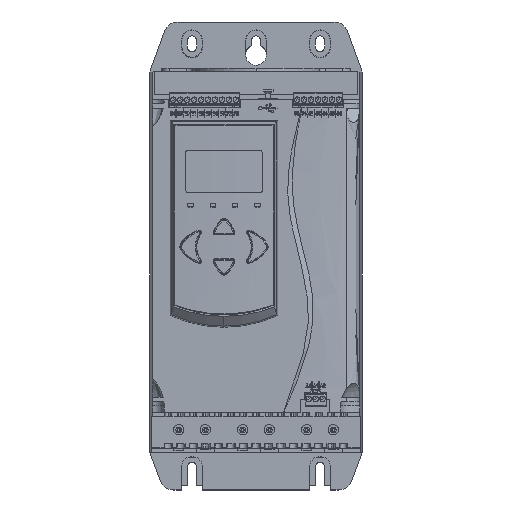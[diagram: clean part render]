
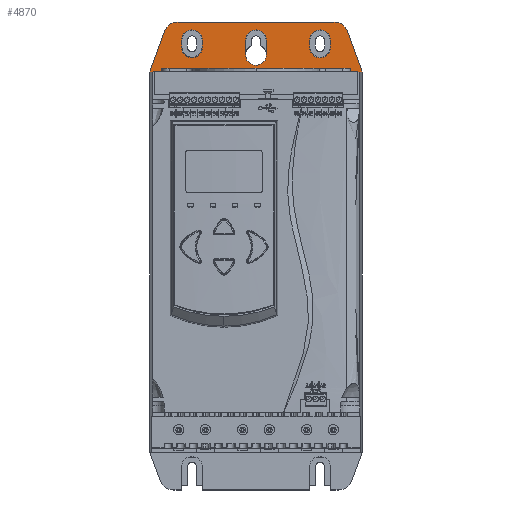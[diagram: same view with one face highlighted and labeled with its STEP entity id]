
A CAD part, top view. The second image highlights one B-rep face of the part: STEP entity #4870.
In plain terms, the highlighted planar face has unit normal (0, 0, 1).
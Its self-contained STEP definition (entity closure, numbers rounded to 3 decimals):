
#3334=CIRCLE('',#43299,10.5);
#3335=CIRCLE('',#43302,10.5);
#3336=CIRCLE('',#43370,7.5);
#3337=CIRCLE('',#43371,7.5);
#3338=CIRCLE('',#43372,7.5);
#3339=CIRCLE('',#43373,7.5);
#3340=CIRCLE('',#43374,7.5);
#3341=CIRCLE('',#43375,7.5);
#4305=FACE_BOUND('',#9023,.T.);
#4306=FACE_BOUND('',#9024,.T.);
#4307=FACE_BOUND('',#9025,.T.);
#4308=FACE_BOUND('',#9026,.T.);
#4870=ADVANCED_FACE('',(#4305,#4306,#4307,#4308),#6295,.F.);
#6295=PLANE('',#43376);
#9023=EDGE_LOOP('',(#14139,#14140,#14141,#14142,#14143,#14144,#14145,#14146,
#14147,#14148,#14149,#14150,#14151,#14152,#14153,#14154,#14155,#14156,#14157,
#14158));
#9024=EDGE_LOOP('',(#14159,#14160,#14161,#14162));
#9025=EDGE_LOOP('',(#14163,#14164,#14165,#14166));
#9026=EDGE_LOOP('',(#14167,#14168,#14169,#14170));
#14139=ORIENTED_EDGE('',*,*,#28911,.T.);
#14140=ORIENTED_EDGE('',*,*,#28908,.F.);
#14141=ORIENTED_EDGE('',*,*,#28907,.T.);
#14142=ORIENTED_EDGE('',*,*,#28931,.T.);
#14143=ORIENTED_EDGE('',*,*,#28006,.T.);
#14144=ORIENTED_EDGE('',*,*,#29081,.F.);
#14145=ORIENTED_EDGE('',*,*,#29082,.F.);
#14146=ORIENTED_EDGE('',*,*,#29083,.T.);
#14147=ORIENTED_EDGE('',*,*,#26770,.F.);
#14148=ORIENTED_EDGE('',*,*,#29084,.F.);
#14149=ORIENTED_EDGE('',*,*,#29085,.F.);
#14150=ORIENTED_EDGE('',*,*,#29086,.T.);
#14151=ORIENTED_EDGE('',*,*,#26778,.F.);
#14152=ORIENTED_EDGE('',*,*,#29087,.T.);
#14153=ORIENTED_EDGE('',*,*,#29088,.F.);
#14154=ORIENTED_EDGE('',*,*,#29089,.F.);
#14155=ORIENTED_EDGE('',*,*,#27992,.T.);
#14156=ORIENTED_EDGE('',*,*,#29090,.F.);
#14157=ORIENTED_EDGE('',*,*,#28914,.T.);
#14158=ORIENTED_EDGE('',*,*,#28912,.F.);
#14159=ORIENTED_EDGE('',*,*,#29091,.F.);
#14160=ORIENTED_EDGE('',*,*,#29092,.F.);
#14161=ORIENTED_EDGE('',*,*,#29093,.F.);
#14162=ORIENTED_EDGE('',*,*,#29094,.F.);
#14163=ORIENTED_EDGE('',*,*,#29095,.F.);
#14164=ORIENTED_EDGE('',*,*,#29096,.F.);
#14165=ORIENTED_EDGE('',*,*,#29097,.F.);
#14166=ORIENTED_EDGE('',*,*,#29098,.F.);
#14167=ORIENTED_EDGE('',*,*,#29099,.F.);
#14168=ORIENTED_EDGE('',*,*,#29100,.F.);
#14169=ORIENTED_EDGE('',*,*,#29101,.F.);
#14170=ORIENTED_EDGE('',*,*,#29102,.F.);
#21450=VERTEX_POINT('',#59177);
#21451=VERTEX_POINT('',#59179);
#21458=VERTEX_POINT('',#59193);
#21459=VERTEX_POINT('',#59195);
#22558=VERTEX_POINT('',#63542);
#22559=VERTEX_POINT('',#63544);
#22571=VERTEX_POINT('',#63569);
#22572=VERTEX_POINT('',#63571);
#23255=VERTEX_POINT('',#69836);
#23256=VERTEX_POINT('',#69838);
#23257=VERTEX_POINT('',#69842);
#23258=VERTEX_POINT('',#69846);
#23259=VERTEX_POINT('',#69850);
#23260=VERTEX_POINT('',#69854);
#23354=VERTEX_POINT('',#70181);
#23355=VERTEX_POINT('',#70183);
#23356=VERTEX_POINT('',#70186);
#23357=VERTEX_POINT('',#70188);
#23358=VERTEX_POINT('',#70191);
#23359=VERTEX_POINT('',#70193);
#23360=VERTEX_POINT('',#70197);
#23361=VERTEX_POINT('',#70198);
#23362=VERTEX_POINT('',#70200);
#23363=VERTEX_POINT('',#70202);
#23364=VERTEX_POINT('',#70205);
#23365=VERTEX_POINT('',#70206);
#23366=VERTEX_POINT('',#70208);
#23367=VERTEX_POINT('',#70210);
#23368=VERTEX_POINT('',#70213);
#23369=VERTEX_POINT('',#70214);
#23370=VERTEX_POINT('',#70216);
#23371=VERTEX_POINT('',#70218);
#26770=EDGE_CURVE('',#21450,#21451,#33443,.T.);
#26778=EDGE_CURVE('',#21458,#21459,#33445,.T.);
#27992=EDGE_CURVE('',#22559,#22558,#34004,.T.);
#28006=EDGE_CURVE('',#22572,#22571,#34009,.T.);
#28907=EDGE_CURVE('',#23255,#23256,#34609,.T.);
#28908=EDGE_CURVE('',#23255,#23257,#3334,.T.);
#28911=EDGE_CURVE('',#23258,#23257,#34612,.T.);
#28912=EDGE_CURVE('',#23258,#23259,#3335,.T.);
#28914=EDGE_CURVE('',#23260,#23259,#34614,.T.);
#28931=EDGE_CURVE('',#23256,#22572,#34631,.T.);
#29081=EDGE_CURVE('',#23354,#22571,#34781,.T.);
#29082=EDGE_CURVE('',#23355,#23354,#34782,.T.);
#29083=EDGE_CURVE('',#23355,#21451,#34783,.T.);
#29084=EDGE_CURVE('',#23356,#21450,#34784,.T.);
#29085=EDGE_CURVE('',#23357,#23356,#34785,.T.);
#29086=EDGE_CURVE('',#23357,#21459,#34786,.T.);
#29087=EDGE_CURVE('',#21458,#23358,#34787,.T.);
#29088=EDGE_CURVE('',#23359,#23358,#34788,.T.);
#29089=EDGE_CURVE('',#22559,#23359,#34789,.T.);
#29090=EDGE_CURVE('',#23260,#22558,#34790,.T.);
#29091=EDGE_CURVE('',#23360,#23361,#3336,.T.);
#29092=EDGE_CURVE('',#23362,#23360,#34791,.T.);
#29093=EDGE_CURVE('',#23363,#23362,#3337,.T.);
#29094=EDGE_CURVE('',#23361,#23363,#34792,.T.);
#29095=EDGE_CURVE('',#23364,#23365,#3338,.T.);
#29096=EDGE_CURVE('',#23366,#23364,#34793,.T.);
#29097=EDGE_CURVE('',#23367,#23366,#3339,.T.);
#29098=EDGE_CURVE('',#23365,#23367,#34794,.T.);
#29099=EDGE_CURVE('',#23368,#23369,#3340,.T.);
#29100=EDGE_CURVE('',#23370,#23368,#34795,.T.);
#29101=EDGE_CURVE('',#23371,#23370,#3341,.T.);
#29102=EDGE_CURVE('',#23369,#23371,#34796,.T.);
#33443=LINE('',#59178,#38005);
#33445=LINE('',#59194,#38007);
#34004=LINE('',#63543,#38566);
#34009=LINE('',#63570,#38571);
#34609=LINE('',#69839,#39171);
#34612=LINE('',#69847,#39174);
#34614=LINE('',#69853,#39176);
#34631=LINE('',#69881,#39193);
#34781=LINE('',#70180,#39343);
#34782=LINE('',#70182,#39344);
#34783=LINE('',#70184,#39345);
#34784=LINE('',#70185,#39346);
#34785=LINE('',#70187,#39347);
#34786=LINE('',#70189,#39348);
#34787=LINE('',#70190,#39349);
#34788=LINE('',#70192,#39350);
#34789=LINE('',#70194,#39351);
#34790=LINE('',#70195,#39352);
#34791=LINE('',#70199,#39353);
#34792=LINE('',#70203,#39354);
#34793=LINE('',#70207,#39355);
#34794=LINE('',#70211,#39356);
#34795=LINE('',#70215,#39357);
#34796=LINE('',#70219,#39358);
#38005=VECTOR('',#46151,1.);
#38007=VECTOR('',#46165,1.);
#38566=VECTOR('',#47614,1.);
#38571=VECTOR('',#47637,1.);
#39171=VECTOR('',#48637,1.);
#39174=VECTOR('',#48646,1.);
#39176=VECTOR('',#48654,1.);
#39193=VECTOR('',#48691,1.);
#39343=VECTOR('',#48953,1.);
#39344=VECTOR('',#48954,1.);
#39345=VECTOR('',#48955,1.);
#39346=VECTOR('',#48956,1.);
#39347=VECTOR('',#48957,1.);
#39348=VECTOR('',#48958,1.);
#39349=VECTOR('',#48959,1.);
#39350=VECTOR('',#48960,1.);
#39351=VECTOR('',#48961,1.);
#39352=VECTOR('',#48962,1.);
#39353=VECTOR('',#48965,1.);
#39354=VECTOR('',#48968,1.);
#39355=VECTOR('',#48971,1.);
#39356=VECTOR('',#48974,1.);
#39357=VECTOR('',#48977,1.);
#39358=VECTOR('',#48980,1.);
#43299=AXIS2_PLACEMENT_3D('',#69841,#48640,#48641);
#43302=AXIS2_PLACEMENT_3D('',#69849,#48649,#48650);
#43370=AXIS2_PLACEMENT_3D('',#70196,#48963,#48964);
#43371=AXIS2_PLACEMENT_3D('',#70201,#48966,#48967);
#43372=AXIS2_PLACEMENT_3D('',#70204,#48969,#48970);
#43373=AXIS2_PLACEMENT_3D('',#70209,#48972,#48973);
#43374=AXIS2_PLACEMENT_3D('',#70212,#48975,#48976);
#43375=AXIS2_PLACEMENT_3D('',#70217,#48978,#48979);
#43376=AXIS2_PLACEMENT_3D('',#70220,#48981,#48982);
#46151=DIRECTION('',(-1.,0.,0.));
#46165=DIRECTION('',(-1.,0.,0.));
#47614=DIRECTION('',(1.,0.,0.));
#47637=DIRECTION('',(1.,0.,0.));
#48637=DIRECTION('',(-0.342,-0.94,0.));
#48640=DIRECTION('',(0.,0.,-1.));
#48641=DIRECTION('',(1.,0.,0.));
#48646=DIRECTION('',(-1.,0.,0.));
#48649=DIRECTION('',(0.,0.,-1.));
#48650=DIRECTION('',(1.,0.,0.));
#48654=DIRECTION('',(-0.342,0.94,0.));
#48691=DIRECTION('',(0.,-1.,0.));
#48953=DIRECTION('',(0.,-1.,0.));
#48954=DIRECTION('',(-1.,0.,0.));
#48955=DIRECTION('',(0.,-1.,0.));
#48956=DIRECTION('',(0.,-1.,0.));
#48957=DIRECTION('',(-1.,0.,0.));
#48958=DIRECTION('',(0.,-1.,0.));
#48959=DIRECTION('',(0.,1.,0.));
#48960=DIRECTION('',(-1.,0.,0.));
#48961=DIRECTION('',(0.,1.,0.));
#48962=DIRECTION('',(0.,-1.,0.));
#48963=DIRECTION('',(0.,0.,1.));
#48964=DIRECTION('',(-1.,0.,0.));
#48965=DIRECTION('',(0.,1.,0.));
#48966=DIRECTION('',(0.,0.,1.));
#48967=DIRECTION('',(-1.,0.,0.));
#48968=DIRECTION('',(0.,-1.,0.));
#48969=DIRECTION('',(0.,0.,1.));
#48970=DIRECTION('',(-1.,0.,0.));
#48971=DIRECTION('',(0.,-1.,0.));
#48972=DIRECTION('',(0.,0.,1.));
#48973=DIRECTION('',(-1.,0.,0.));
#48974=DIRECTION('',(0.,1.,0.));
#48975=DIRECTION('',(0.,0.,1.));
#48976=DIRECTION('',(-1.,0.,0.));
#48977=DIRECTION('',(0.,1.,0.));
#48978=DIRECTION('',(0.,0.,1.));
#48979=DIRECTION('',(-1.,0.,0.));
#48980=DIRECTION('',(0.,-1.,0.));
#48981=DIRECTION('',(0.,0.,-1.));
#48982=DIRECTION('',(-1.,0.,0.));
#59177=CARTESIAN_POINT('',(-1.75,127.,13.));
#59178=CARTESIAN_POINT('',(75.,127.,13.));
#59179=CARTESIAN_POINT('',(-17.095,127.,13.));
#59193=CARTESIAN_POINT('',(17.095,127.,13.));
#59194=CARTESIAN_POINT('',(75.,127.,13.));
#59195=CARTESIAN_POINT('',(1.75,127.,13.));
#63542=CARTESIAN_POINT('',(76.047,130.,13.));
#63543=CARTESIAN_POINT('',(0.,130.,13.));
#63544=CARTESIAN_POINT('',(23.712,130.,13.));
#63569=CARTESIAN_POINT('',(-23.712,130.,13.));
#63570=CARTESIAN_POINT('',(0.,130.,13.));
#63571=CARTESIAN_POINT('',(-76.047,130.,13.));
#69836=CARTESIAN_POINT('',(-65.804,159.343,13.));
#69838=CARTESIAN_POINT('',(-76.047,131.2,13.));
#69839=CARTESIAN_POINT('',(-63.289,166.252,13.));
#69841=CARTESIAN_POINT('',(-55.937,155.752,13.));
#69842=CARTESIAN_POINT('',(-55.937,166.252,13.));
#69846=CARTESIAN_POINT('',(55.937,166.252,13.));
#69847=CARTESIAN_POINT('',(63.289,166.252,13.));
#69849=CARTESIAN_POINT('',(55.937,155.752,13.));
#69850=CARTESIAN_POINT('',(65.804,159.343,13.));
#69853=CARTESIAN_POINT('',(76.047,131.2,13.));
#69854=CARTESIAN_POINT('',(76.047,131.2,13.));
#69881=CARTESIAN_POINT('',(-76.047,127.,13.));
#70180=CARTESIAN_POINT('',(-23.712,0.,13.));
#70181=CARTESIAN_POINT('',(-23.712,133.,13.));
#70182=CARTESIAN_POINT('',(0.,133.,13.));
#70183=CARTESIAN_POINT('',(-17.095,133.,13.));
#70184=CARTESIAN_POINT('',(-17.095,0.,13.));
#70185=CARTESIAN_POINT('',(-1.75,0.,13.));
#70186=CARTESIAN_POINT('',(-1.75,133.,13.));
#70187=CARTESIAN_POINT('',(0.,133.,13.));
#70188=CARTESIAN_POINT('',(1.75,133.,13.));
#70189=CARTESIAN_POINT('',(1.75,0.,13.));
#70190=CARTESIAN_POINT('',(17.095,0.,13.));
#70191=CARTESIAN_POINT('',(17.095,133.,13.));
#70192=CARTESIAN_POINT('',(0.,133.,13.));
#70193=CARTESIAN_POINT('',(23.712,133.,13.));
#70194=CARTESIAN_POINT('',(23.712,0.,13.));
#70195=CARTESIAN_POINT('',(76.047,0.,13.));
#70196=CARTESIAN_POINT('',(0.,153.1,13.));
#70197=CARTESIAN_POINT('',(7.5,153.1,13.));
#70198=CARTESIAN_POINT('',(-7.5,153.1,13.));
#70199=CARTESIAN_POINT('',(7.5,0.,13.));
#70200=CARTESIAN_POINT('',(7.5,142.6,13.));
#70201=CARTESIAN_POINT('',(0.,142.6,13.));
#70202=CARTESIAN_POINT('',(-7.5,142.6,13.));
#70203=CARTESIAN_POINT('',(-7.5,0.,13.));
#70204=CARTESIAN_POINT('',(46.,148.1,13.));
#70205=CARTESIAN_POINT('',(38.5,148.1,13.));
#70206=CARTESIAN_POINT('',(53.5,148.1,13.));
#70207=CARTESIAN_POINT('',(38.5,0.,13.));
#70208=CARTESIAN_POINT('',(38.5,153.1,13.));
#70209=CARTESIAN_POINT('',(46.,153.1,13.));
#70210=CARTESIAN_POINT('',(53.5,153.1,13.));
#70211=CARTESIAN_POINT('',(53.5,0.,13.));
#70212=CARTESIAN_POINT('',(-46.,153.1,13.));
#70213=CARTESIAN_POINT('',(-38.5,153.1,13.));
#70214=CARTESIAN_POINT('',(-53.5,153.1,13.));
#70215=CARTESIAN_POINT('',(-38.5,0.,13.));
#70216=CARTESIAN_POINT('',(-38.5,148.1,13.));
#70217=CARTESIAN_POINT('',(-46.,148.1,13.));
#70218=CARTESIAN_POINT('',(-53.5,148.1,13.));
#70219=CARTESIAN_POINT('',(-53.5,0.,13.));
#70220=CARTESIAN_POINT('',(0.,0.,13.));
